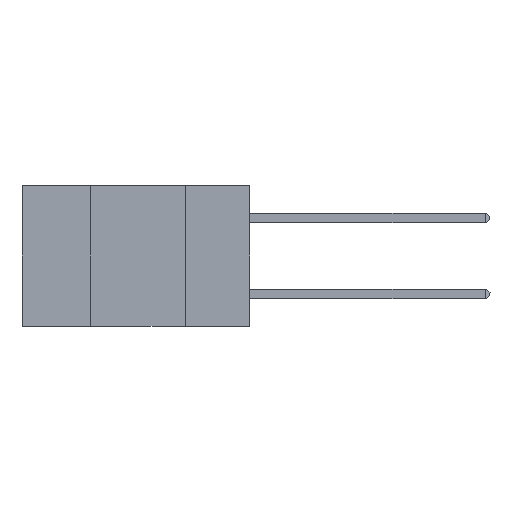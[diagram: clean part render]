
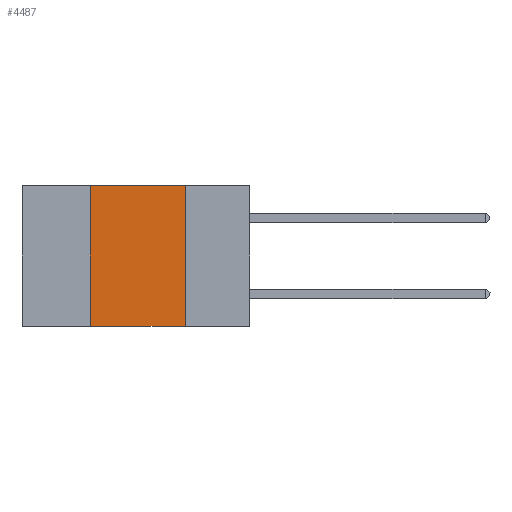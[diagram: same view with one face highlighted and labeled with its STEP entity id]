
A CAD part, left-side view. The second image highlights one B-rep face of the part: STEP entity #4487.
In plain terms, the highlighted planar face has unit normal (-1, 0, 0).
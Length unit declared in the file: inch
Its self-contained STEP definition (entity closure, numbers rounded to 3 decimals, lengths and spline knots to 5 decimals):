
#31 = CARTESIAN_POINT ( 'NONE',  ( 0., 0.17, 0. ) ) ;
#123 = CARTESIAN_POINT ( 'NONE',  ( 0., 0.42, 0. ) ) ;
#525 = VERTEX_POINT ( 'NONE', #2147 ) ;
#767 = VERTEX_POINT ( 'NONE', #31 ) ;
#992 = ORIENTED_EDGE ( 'NONE', *, *, #6332, .F. ) ;
#1050 = LINE ( 'NONE', #123, #1301 ) ;
#1115 = AXIS2_PLACEMENT_3D ( 'NONE', #3962, #5889, #4738 ) ;
#1232 = EDGE_CURVE ( 'NONE', #9459, #525, #5717, .T. ) ;
#1265 = LINE ( 'NONE', #5062, #9294 ) ;
#1301 = VECTOR ( 'NONE', #1791, 39.37008 ) ;
#1349 = PLANE ( 'NONE',  #1115 ) ;
#1791 = DIRECTION ( 'NONE',  ( 0., 0., 1. ) ) ;
#1867 = VECTOR ( 'NONE', #6051, 39.37008 ) ;
#2147 = CARTESIAN_POINT ( 'NONE',  ( 0., 0.17, -0.37 ) ) ;
#2412 = DIRECTION ( 'NONE',  ( 0., -1., 0. ) ) ;
#2612 = EDGE_CURVE ( 'NONE', #7752, #767, #1265, .T. ) ;
#3962 = CARTESIAN_POINT ( 'NONE',  ( 0., 0.6, 0. ) ) ;
#4487 = ADVANCED_FACE ( 'NONE', ( #5650 ), #1349, .F. ) ;
#4738 = DIRECTION ( 'NONE',  ( 0., 0., -1. ) ) ;
#5062 = CARTESIAN_POINT ( 'NONE',  ( 0., 0.6, 0. ) ) ;
#5537 = CARTESIAN_POINT ( 'NONE',  ( 0., 0.6, -0.37 ) ) ;
#5614 = EDGE_LOOP ( 'NONE', ( #7148, #6326, #992, #6872 ) ) ;
#5650 = FACE_OUTER_BOUND ( 'NONE', #5614, .T. ) ;
#5717 = LINE ( 'NONE', #5537, #8942 ) ;
#5889 = DIRECTION ( 'NONE',  ( 1., 0., 0. ) ) ;
#6051 = DIRECTION ( 'NONE',  ( 0., 0., -1. ) ) ;
#6326 = ORIENTED_EDGE ( 'NONE', *, *, #2612, .F. ) ;
#6332 = EDGE_CURVE ( 'NONE', #9459, #7752, #1050, .T. ) ;
#6784 = DIRECTION ( 'NONE',  ( 0., -1., 0. ) ) ;
#6857 = CARTESIAN_POINT ( 'NONE',  ( 0., 0.42, -0.37 ) ) ;
#6872 = ORIENTED_EDGE ( 'NONE', *, *, #1232, .T. ) ;
#7148 = ORIENTED_EDGE ( 'NONE', *, *, #7540, .F. ) ;
#7540 = EDGE_CURVE ( 'NONE', #767, #525, #7918, .T. ) ;
#7752 = VERTEX_POINT ( 'NONE', #9280 ) ;
#7918 = LINE ( 'NONE', #10138, #1867 ) ;
#8942 = VECTOR ( 'NONE', #2412, 39.37008 ) ;
#9280 = CARTESIAN_POINT ( 'NONE',  ( 0., 0.42, 0. ) ) ;
#9294 = VECTOR ( 'NONE', #6784, 39.37008 ) ;
#9459 = VERTEX_POINT ( 'NONE', #6857 ) ;
#10138 = CARTESIAN_POINT ( 'NONE',  ( 0., 0.17, 0. ) ) ;
